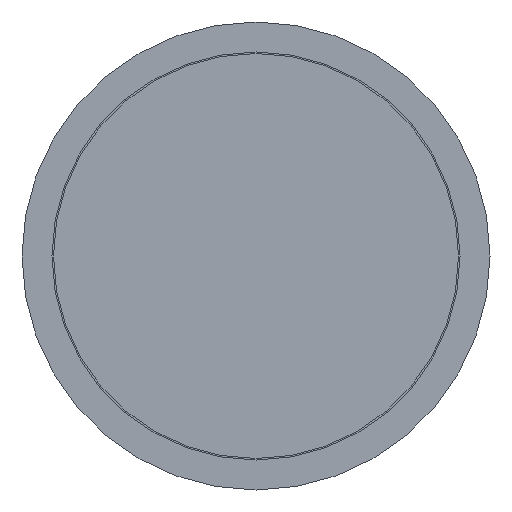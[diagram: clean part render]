
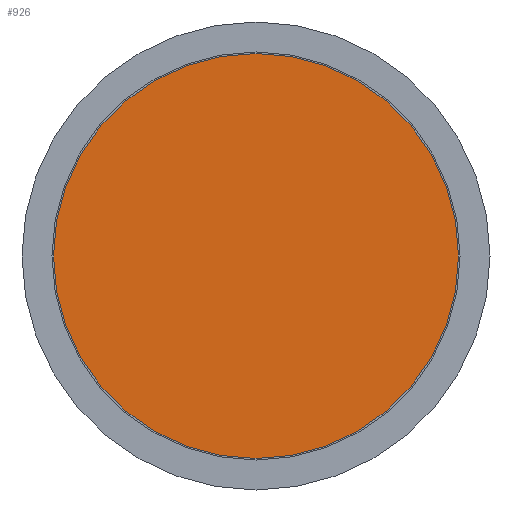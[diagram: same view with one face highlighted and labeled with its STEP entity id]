
A CAD part, front view. The second image highlights one B-rep face of the part: STEP entity #926.
In plain terms, the highlighted planar face has unit normal (0, -1, 0).
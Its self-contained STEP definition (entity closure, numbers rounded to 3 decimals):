
#35 = DIRECTION ( 'NONE',  ( 0., 0., -1. ) ) ;
#62 = AXIS2_PLACEMENT_3D ( 'NONE', #629, #950, #35 ) ;
#150 = CARTESIAN_POINT ( 'NONE',  ( 0., 0., -33.75 ) ) ;
#184 = DIRECTION ( 'NONE',  ( 0., 1., 0. ) ) ;
#321 = CARTESIAN_POINT ( 'NONE',  ( -33.75, 0., 0. ) ) ;
#545 = PLANE ( 'NONE',  #900 ) ;
#629 = CARTESIAN_POINT ( 'NONE',  ( 0., 0., 0. ) ) ;
#717 = EDGE_CURVE ( 'NONE', #902, #902, #806, .T. ) ;
#738 = ORIENTED_EDGE ( 'NONE', *, *, #717, .T. ) ;
#806 = CIRCLE ( 'NONE', #62, 33.75 ) ;
#846 = DIRECTION ( 'NONE',  ( 0., 0., 1. ) ) ;
#852 = FACE_OUTER_BOUND ( 'NONE', #904, .T. ) ;
#900 = AXIS2_PLACEMENT_3D ( 'NONE', #321, #184, #846 ) ;
#902 = VERTEX_POINT ( 'NONE', #150 ) ;
#904 = EDGE_LOOP ( 'NONE', ( #738 ) ) ;
#926 = ADVANCED_FACE ( 'NONE', ( #852 ), #545, .F. ) ;
#950 = DIRECTION ( 'NONE',  ( 0., -1., 0. ) ) ;
